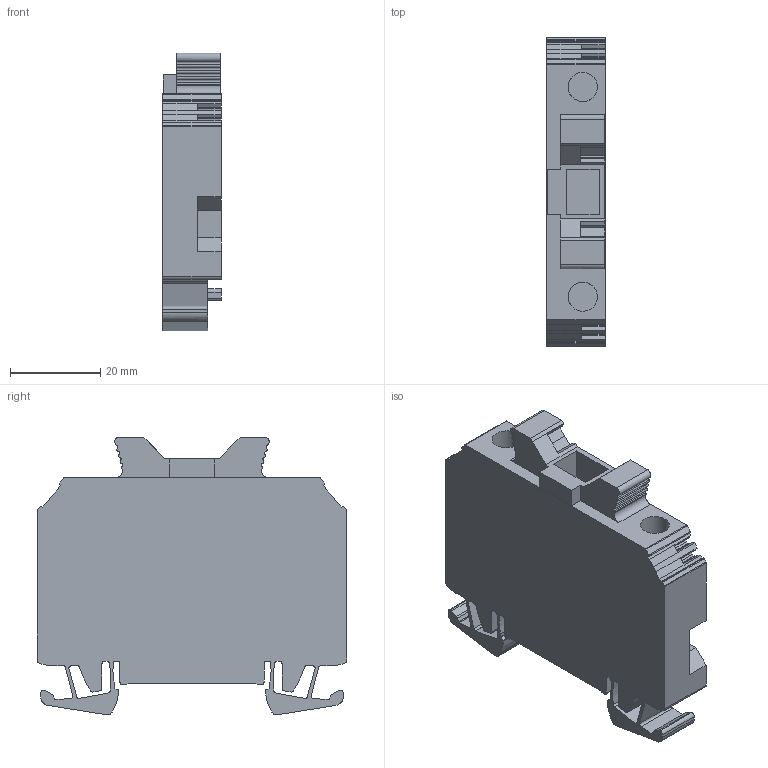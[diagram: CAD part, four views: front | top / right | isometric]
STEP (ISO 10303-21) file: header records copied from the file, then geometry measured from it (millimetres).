
FILE_DESCRIPTION(('CATIA V5R22 STEP214','CAx-IF Rec.Pracs.--- Model Styling and Organization---1.4--- 2014-01-23'),'2;1');
FILE_NAME ('D1464902_1', '2021-03-23T13:27:17+00:00', ('Weidmueller Interface'), ('Weidmueller'), 'CATIA Version 5-6 Release 2016 SP3 HF44', 'CATIA V5 STEP AP214', 'none');
FILE_SCHEMA(('AUTOMOTIVE_DESIGN { 1 0 10303 214 1 1 1 1 }'));
Length unit declared in the file: millimetre
Products named in the file (1): 9509600000
Bounding box: 13 x 68.8 x 61.7 mm (x, y, z)
Volume: 37142 mm3; surface area: 13720.4 mm2
Topology: 1 solids, 1 shells, 329 faces, 1136 edges, 819 vertices
Faces by surface type: plane 203, cylinder 126
Entity records: 15091 total; most frequent: CARTESIAN_POINT 5374, ORIENTED_EDGE 2272, DIRECTION 1484, EDGE_CURVE 1136, VERTEX_POINT 819, VECTOR 675, LINE 675, AXIS2_PLACEMENT_3D 481
